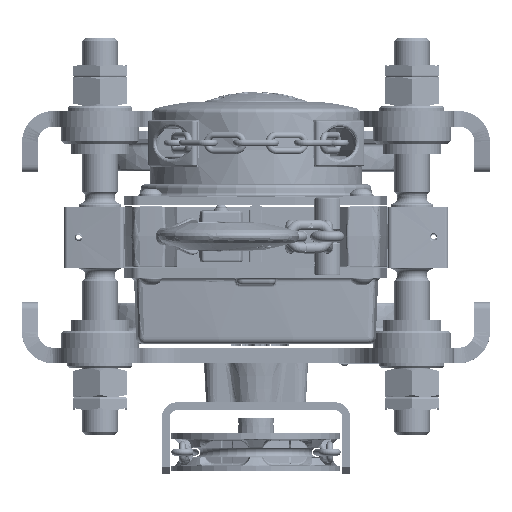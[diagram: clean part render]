
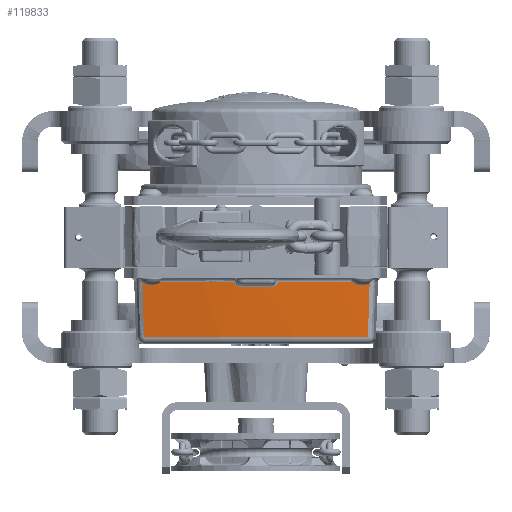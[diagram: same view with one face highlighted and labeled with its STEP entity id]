
A CAD part, front view. The second image highlights one B-rep face of the part: STEP entity #119833.
In plain terms, the highlighted conical face has half-angle 2 degrees and reference radius 718 mm.
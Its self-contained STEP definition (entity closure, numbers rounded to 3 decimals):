
#263 = B_SPLINE_CURVE_WITH_KNOTS ( 'NONE', 3,
 ( #125003, #124880, #124881, #125007, #125006, #124882, #124883, #125099, #125098, #124884, #125009, #125008 ),
 .UNSPECIFIED., .F., .F.,
 ( 4, 2, 2, 2, 2, 4 ),
 ( 0., 0.002, 0.003, 0.004, 0.005, 0.007 ),
 .UNSPECIFIED. ) ;
#288 = B_SPLINE_CURVE_WITH_KNOTS ( 'NONE', 3,
 ( #124913, #125040, #125039, #124914, #124915, #125044, #125043, #124916, #124917, #125064, #125063, #124918, #125046, #125045 ),
 .UNSPECIFIED., .F., .F.,
 ( 4, 2, 2, 2, 2, 2, 4 ),
 ( 0., 0.002, 0.003, 0.003, 0.004, 0.005, 0.007 ),
 .UNSPECIFIED. ) ;
#1646 = CARTESIAN_POINT ( 'NONE',  ( -87.436, -52.554, -34.395 ) ) ;
#1647 = CARTESIAN_POINT ( 'NONE',  ( -86.508, -51.665, -62.915 ) ) ;
#1648 = CARTESIAN_POINT ( 'NONE',  ( -86.972, -52.11, -48.655 ) ) ;
#1649 = CARTESIAN_POINT ( 'NONE',  ( -86.043, -51.219, -77.174 ) ) ;
#1660 = CARTESIAN_POINT ( 'NONE',  ( 86.508, -51.665, -62.915 ) ) ;
#1661 = CARTESIAN_POINT ( 'NONE',  ( 86.043, -51.219, -77.174 ) ) ;
#1662 = CARTESIAN_POINT ( 'NONE',  ( 87.436, -52.554, -34.395 ) ) ;
#1663 = CARTESIAN_POINT ( 'NONE',  ( 86.972, -52.11, -48.655 ) ) ;
#1712 = DIRECTION ( 'NONE',  ( 0., 0., -1. ) ) ;
#1713 = DIRECTION ( 'NONE',  ( 1., 0., 0. ) ) ;
#1714 = CARTESIAN_POINT ( 'NONE',  ( 0., 660., -34.395 ) ) ;
#2342 = DIRECTION ( 'NONE',  ( 1., 0., 0. ) ) ;
#2363 = DIRECTION ( 'NONE',  ( 0., 0., 1. ) ) ;
#2381 = CARTESIAN_POINT ( 'NONE',  ( 0., 660., -77.174 ) ) ;
#3041 = AXIS2_PLACEMENT_3D ( 'NONE', #124992, #124868, #124869 ) ;
#3048 = AXIS2_PLACEMENT_3D ( 'NONE', #124885, #125012, #125011 ) ;
#4360 = CIRCLE ( 'NONE', #3048, 717.758 ) ;
#4366 = CIRCLE ( 'NONE', #3041, 717.899 ) ;
#14472 = B_SPLINE_CURVE_WITH_KNOTS ( 'NONE', 3,
 ( #1661, #1660, #1663, #1662 ),
 .UNSPECIFIED., .F., .F.,
 ( 4, 4 ),
 ( 0., 0.043 ),
 .UNSPECIFIED. ) ;
#14482 = B_SPLINE_CURVE_WITH_KNOTS ( 'NONE', 3,
 ( #1646, #1648, #1647, #1649 ),
 .UNSPECIFIED., .F., .F.,
 ( 4, 4 ),
 ( 0.003, 0.046 ),
 .UNSPECIFIED. ) ;
#37759 = EDGE_CURVE ( 'NONE', #52477, #52697, #4366, .T. ) ;
#37767 = EDGE_CURVE ( 'NONE', #52697, #52250, #263, .T. ) ;
#37769 = EDGE_CURVE ( 'NONE', #52250, #54307, #4360, .T. ) ;
#37800 = EDGE_CURVE ( 'NONE', #54307, #54650, #288, .T. ) ;
#38264 = EDGE_CURVE ( 'NONE', #54678, #52477, #14472, .T. ) ;
#38267 = EDGE_CURVE ( 'NONE', #54716, #54686, #14482, .T. ) ;
#38307 = EDGE_CURVE ( 'NONE', #54686, #54678, #153474, .T. ) ;
#38318 = EDGE_CURVE ( 'NONE', #54650, #54716, #154728, .T. ) ;
#51576 = EDGE_LOOP ( 'NONE', ( #151609, #151940, #151937, #151611, #151608, #152109, #151592, #152112 ) ) ;
#52250 = VERTEX_POINT ( 'NONE', #87084 ) ;
#52477 = VERTEX_POINT ( 'NONE', #85117 ) ;
#52697 = VERTEX_POINT ( 'NONE', #85608 ) ;
#54307 = VERTEX_POINT ( 'NONE', #67489 ) ;
#54650 = VERTEX_POINT ( 'NONE', #68283 ) ;
#54678 = VERTEX_POINT ( 'NONE', #68339 ) ;
#54686 = VERTEX_POINT ( 'NONE', #68356 ) ;
#54716 = VERTEX_POINT ( 'NONE', #68415 ) ;
#58720 = AXIS2_PLACEMENT_3D ( 'NONE', #116264, #116266, #116267 ) ;
#58722 = CONICAL_SURFACE ( 'NONE', #58720, 718., 0.035 ) ;
#67489 = CARTESIAN_POINT ( 'NONE',  ( -11.967, -57.658, -38.43 ) ) ;
#68283 = CARTESIAN_POINT ( 'NONE',  ( -16.859, -57.701, -34.395 ) ) ;
#68339 = CARTESIAN_POINT ( 'NONE',  ( 86.043, -51.219, -77.174 ) ) ;
#68356 = CARTESIAN_POINT ( 'NONE',  ( -86.043, -51.219, -77.174 ) ) ;
#68415 = CARTESIAN_POINT ( 'NONE',  ( -87.436, -52.554, -34.395 ) ) ;
#71430 = FACE_OUTER_BOUND ( 'NONE', #51576, .T. ) ;
#85117 = CARTESIAN_POINT ( 'NONE',  ( 87.436, -52.554, -34.395 ) ) ;
#85608 = CARTESIAN_POINT ( 'NONE',  ( 16.859, -57.701, -34.395 ) ) ;
#87084 = CARTESIAN_POINT ( 'NONE',  ( 11.967, -57.658, -38.43 ) ) ;
#116264 = CARTESIAN_POINT ( 'NONE',  ( 0., 660., -31.5 ) ) ;
#116266 = DIRECTION ( 'NONE',  ( 0., 0., 1. ) ) ;
#116267 = DIRECTION ( 'NONE',  ( 1., 0., 0. ) ) ;
#119833 = ADVANCED_FACE ( 'NONE', ( #71430 ), #58722, .T. ) ;
#124868 = DIRECTION ( 'NONE',  ( 0., 0., -1. ) ) ;
#124869 = DIRECTION ( 'NONE',  ( 1., 0., 0. ) ) ;
#124880 = CARTESIAN_POINT ( 'NONE',  ( 16.748, -57.684, -34.963 ) ) ;
#124881 = CARTESIAN_POINT ( 'NONE',  ( 16.544, -57.67, -35.496 ) ) ;
#124882 = CARTESIAN_POINT ( 'NONE',  ( 14.912, -57.636, -37.475 ) ) ;
#124883 = CARTESIAN_POINT ( 'NONE',  ( 14.677, -57.636, -37.637 ) ) ;
#124884 = CARTESIAN_POINT ( 'NONE',  ( 13.106, -57.642, -38.332 ) ) ;
#124885 = CARTESIAN_POINT ( 'NONE',  ( 0., 660., -38.43 ) ) ;
#124913 = CARTESIAN_POINT ( 'NONE',  ( -11.967, -57.658, -38.43 ) ) ;
#124914 = CARTESIAN_POINT ( 'NONE',  ( -13.924, -57.637, -38.038 ) ) ;
#124915 = CARTESIAN_POINT ( 'NONE',  ( -14.183, -57.636, -37.918 ) ) ;
#124916 = CARTESIAN_POINT ( 'NONE',  ( -15.36, -57.64, -37.105 ) ) ;
#124917 = CARTESIAN_POINT ( 'NONE',  ( -15.564, -57.643, -36.904 ) ) ;
#124918 = CARTESIAN_POINT ( 'NONE',  ( -16.545, -57.67, -35.494 ) ) ;
#124992 = CARTESIAN_POINT ( 'NONE',  ( 0., 660., -34.395 ) ) ;
#125003 = CARTESIAN_POINT ( 'NONE',  ( 16.859, -57.701, -34.395 ) ) ;
#125006 = CARTESIAN_POINT ( 'NONE',  ( 15.58, -57.642, -36.924 ) ) ;
#125007 = CARTESIAN_POINT ( 'NONE',  ( 15.953, -57.649, -36.489 ) ) ;
#125008 = CARTESIAN_POINT ( 'NONE',  ( 11.967, -57.658, -38.43 ) ) ;
#125009 = CARTESIAN_POINT ( 'NONE',  ( 12.545, -57.649, -38.43 ) ) ;
#125011 = DIRECTION ( 'NONE',  ( -1., 0., 0. ) ) ;
#125012 = DIRECTION ( 'NONE',  ( 0., 0., -1. ) ) ;
#125039 = CARTESIAN_POINT ( 'NONE',  ( -13.108, -57.642, -38.332 ) ) ;
#125040 = CARTESIAN_POINT ( 'NONE',  ( -12.545, -57.649, -38.43 ) ) ;
#125043 = CARTESIAN_POINT ( 'NONE',  ( -14.916, -57.636, -37.472 ) ) ;
#125044 = CARTESIAN_POINT ( 'NONE',  ( -14.679, -57.636, -37.636 ) ) ;
#125045 = CARTESIAN_POINT ( 'NONE',  ( -16.859, -57.701, -34.395 ) ) ;
#125046 = CARTESIAN_POINT ( 'NONE',  ( -16.748, -57.684, -34.963 ) ) ;
#125063 = CARTESIAN_POINT ( 'NONE',  ( -16.103, -57.654, -36.237 ) ) ;
#125064 = CARTESIAN_POINT ( 'NONE',  ( -15.935, -57.65, -36.471 ) ) ;
#125098 = CARTESIAN_POINT ( 'NONE',  ( 13.919, -57.637, -38.04 ) ) ;
#125099 = CARTESIAN_POINT ( 'NONE',  ( 14.181, -57.636, -37.919 ) ) ;
#151592 = ORIENTED_EDGE ( 'NONE', *, *, #38307, .T. ) ;
#151608 = ORIENTED_EDGE ( 'NONE', *, *, #38318, .T. ) ;
#151609 = ORIENTED_EDGE ( 'NONE', *, *, #37759, .T. ) ;
#151611 = ORIENTED_EDGE ( 'NONE', *, *, #37800, .T. ) ;
#151937 = ORIENTED_EDGE ( 'NONE', *, *, #37769, .T. ) ;
#151940 = ORIENTED_EDGE ( 'NONE', *, *, #37767, .T. ) ;
#152109 = ORIENTED_EDGE ( 'NONE', *, *, #38267, .T. ) ;
#152112 = ORIENTED_EDGE ( 'NONE', *, *, #38264, .T. ) ;
#153474 = CIRCLE ( 'NONE', #154742, 716.405 ) ;
#154728 = CIRCLE ( 'NONE', #154737, 717.899 ) ;
#154737 = AXIS2_PLACEMENT_3D ( 'NONE', #1714, #1712, #1713 ) ;
#154742 = AXIS2_PLACEMENT_3D ( 'NONE', #2381, #2363, #2342 ) ;
